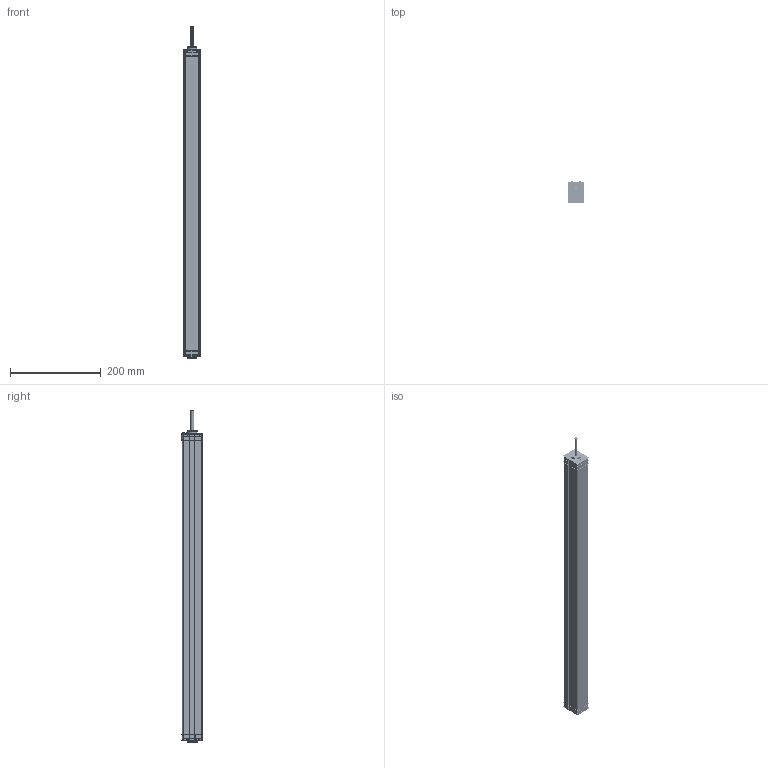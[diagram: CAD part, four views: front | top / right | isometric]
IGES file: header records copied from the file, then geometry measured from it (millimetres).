
Start section:  PTC IGES file: 206097.igs
Global section: file name: 206097.igs; native system: Creo Parametric by PTC Inc.; preprocessor: 2016260; author: pdmadmin; organization: Unknown; date: 20180423.151930; units: millimetre
Bounding box: 37.44 x 48.37 x 733.16 mm (x, y, z)
Volume: 436643.5 mm3; surface area: 1384433.2 mm2
Topology: 21 solids, 29 shells, 4710 faces, 24433 edges, 30735 vertices
Faces by surface type: bspline 2636, revolution 2074
